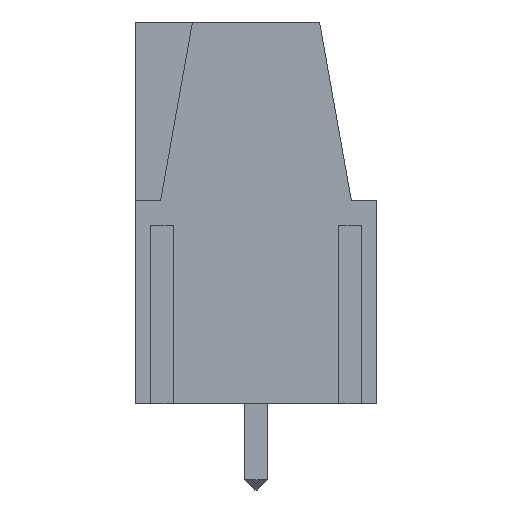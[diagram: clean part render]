
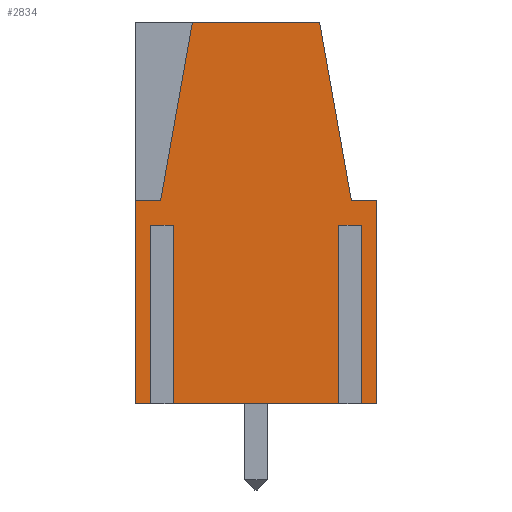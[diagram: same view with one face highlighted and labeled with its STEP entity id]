
A CAD part, left-side view. The second image highlights one B-rep face of the part: STEP entity #2834.
In plain terms, the highlighted planar face has unit normal (-1, 0, 0).
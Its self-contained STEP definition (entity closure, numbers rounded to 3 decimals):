
#1984=CARTESIAN_POINT('',(-5.175,2.5,15.));
#1985=VERTEX_POINT('',#1984);
#1992=CARTESIAN_POINT('',(-5.175,-2.5,15.));
#1993=VERTEX_POINT('',#1992);
#1994=CARTESIAN_POINT('',(-5.175,2.5,15.));
#1995=DIRECTION('',(0.0,-1.0,0.0));
#1996=VECTOR('',#1995,5.);
#1997=LINE('',#1994,#1996);
#1998=EDGE_CURVE('',#1985,#1993,#1997,.T.);
#2045=CARTESIAN_POINT('',(-5.175,-4.75,8.0));
#2046=VERTEX_POINT('',#2045);
#2053=CARTESIAN_POINT('',(-5.175,-4.75,0.0));
#2054=VERTEX_POINT('',#2053);
#2055=CARTESIAN_POINT('',(-5.175,-4.75,0.0));
#2056=DIRECTION('',(0.0,0.0,1.0));
#2057=VECTOR('',#2056,8.0);
#2058=LINE('',#2055,#2057);
#2059=EDGE_CURVE('',#2054,#2046,#2058,.T.);
#2144=CARTESIAN_POINT('',(-5.175,3.75,8.0));
#2145=VERTEX_POINT('',#2144);
#2152=CARTESIAN_POINT('',(-5.175,3.75,8.0));
#2153=DIRECTION('',(0.0,-0.176,0.984));
#2154=VECTOR('',#2153,7.111);
#2155=LINE('',#2152,#2154);
#2156=EDGE_CURVE('',#2145,#1985,#2155,.T.);
#2168=CARTESIAN_POINT('',(-5.175,4.75,8.0));
#2169=VERTEX_POINT('',#2168);
#2176=CARTESIAN_POINT('',(-5.175,3.75,8.0));
#2177=DIRECTION('',(0.0,1.0,0.0));
#2178=VECTOR('',#2177,1.);
#2179=LINE('',#2176,#2178);
#2180=EDGE_CURVE('',#2145,#2169,#2179,.T.);
#2192=CARTESIAN_POINT('',(-5.175,-3.75,8.0));
#2193=VERTEX_POINT('',#2192);
#2200=CARTESIAN_POINT('',(-5.175,-4.75,8.0));
#2201=DIRECTION('',(0.0,1.0,0.0));
#2202=VECTOR('',#2201,1.);
#2203=LINE('',#2200,#2202);
#2204=EDGE_CURVE('',#2046,#2193,#2203,.T.);
#2217=CARTESIAN_POINT('',(-5.175,-2.5,15.));
#2218=DIRECTION('',(0.0,-0.176,-0.984));
#2219=VECTOR('',#2218,7.111);
#2220=LINE('',#2217,#2219);
#2221=EDGE_CURVE('',#1993,#2193,#2220,.T.);
#2733=CARTESIAN_POINT('',(-5.175,4.75,0.0));
#2734=VERTEX_POINT('',#2733);
#2741=CARTESIAN_POINT('',(-5.175,4.75,0.0));
#2742=DIRECTION('',(0.0,0.0,1.0));
#2743=VECTOR('',#2742,8.0);
#2744=LINE('',#2741,#2743);
#2745=EDGE_CURVE('',#2734,#2169,#2744,.T.);
#2759=CARTESIAN_POINT('',(-5.175,-4.75,0.0));
#2760=DIRECTION('',(0.0,1.0,0.0));
#2761=VECTOR('',#2760,9.5);
#2762=LINE('',#2759,#2761);
#2763=EDGE_CURVE('',#2054,#2734,#2762,.T.);
#2819=CARTESIAN_POINT('',(-5.175,0.,11.173));
#2820=DIRECTION('',(1.0,0.0,0.0));
#2821=DIRECTION('',(0.0,0.0,-1.0));
#2822=AXIS2_PLACEMENT_3D('',#2819,#2820,#2821);
#2823=PLANE('',#2822);
#2824=ORIENTED_EDGE('',*,*,#2221,.F.);
#2825=ORIENTED_EDGE('',*,*,#1998,.F.);
#2826=ORIENTED_EDGE('',*,*,#2156,.F.);
#2827=ORIENTED_EDGE('',*,*,#2180,.T.);
#2828=ORIENTED_EDGE('',*,*,#2745,.F.);
#2829=ORIENTED_EDGE('',*,*,#2763,.F.);
#2830=ORIENTED_EDGE('',*,*,#2059,.T.);
#2831=ORIENTED_EDGE('',*,*,#2204,.T.);
#2832=EDGE_LOOP('',(#2824,#2825,#2826,#2827,#2828,#2829,#2830,#2831));
#2833=FACE_OUTER_BOUND('',#2832,.T.);
#2834=ADVANCED_FACE('',(#2833),#2823,.F.);
